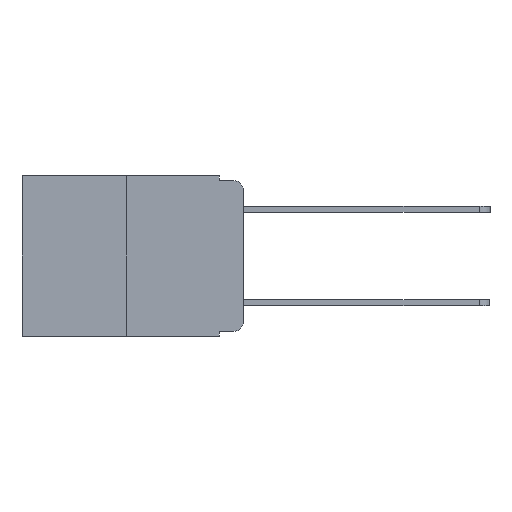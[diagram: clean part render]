
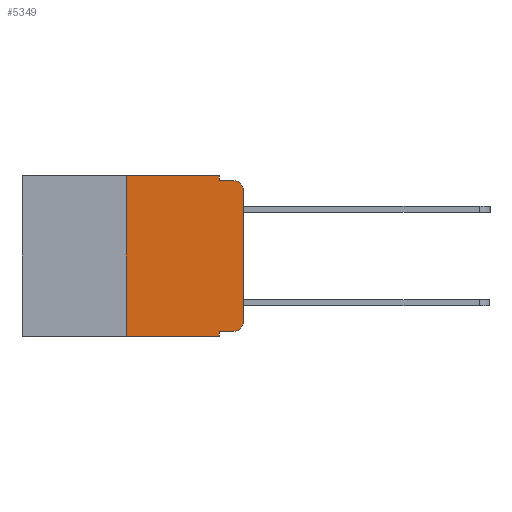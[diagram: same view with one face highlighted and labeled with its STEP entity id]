
A CAD part, left-side view. The second image highlights one B-rep face of the part: STEP entity #5349.
In plain terms, the highlighted planar face has unit normal (-1, 0, 0).
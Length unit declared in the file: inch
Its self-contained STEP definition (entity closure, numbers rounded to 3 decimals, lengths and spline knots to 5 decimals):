
#73 = EDGE_CURVE ( 'NONE', #2973, #6540, #9081, .T. ) ;
#183 = DIRECTION ( 'NONE',  ( 0., 0., -1. ) ) ;
#329 = CARTESIAN_POINT ( 'NONE',  ( 0., 0., 0. ) ) ;
#903 = DIRECTION ( 'NONE',  ( 0., -1., 0. ) ) ;
#1493 = VECTOR ( 'NONE', #183, 39.37008 ) ;
#1841 = DIRECTION ( 'NONE',  ( 0., -1., 0. ) ) ;
#2095 = DIRECTION ( 'NONE',  ( -1., 0., 0. ) ) ;
#2442 = VERTEX_POINT ( 'NONE', #6394 ) ;
#2459 = VERTEX_POINT ( 'NONE', #5775 ) ;
#2623 = VERTEX_POINT ( 'NONE', #13218 ) ;
#2698 = EDGE_CURVE ( 'NONE', #2442, #2973, #2775, .T. ) ;
#2775 = LINE ( 'NONE', #12063, #12308 ) ;
#2973 = VERTEX_POINT ( 'NONE', #7462 ) ;
#3090 = VECTOR ( 'NONE', #1841, 39.37008 ) ;
#3313 = ORIENTED_EDGE ( 'NONE', *, *, #73, .T. ) ;
#3473 = CARTESIAN_POINT ( 'NONE',  ( 0., 0., -0.03 ) ) ;
#3583 = EDGE_CURVE ( 'NONE', #2442, #2623, #7227, .T. ) ;
#3767 = CARTESIAN_POINT ( 'NONE',  ( 0., 0.02, -0.313 ) ) ;
#4054 = CARTESIAN_POINT ( 'NONE',  ( 0., 0.051, 0. ) ) ;
#4175 = CARTESIAN_POINT ( 'NONE',  ( 0., 0.25, 0. ) ) ;
#4214 = ORIENTED_EDGE ( 'NONE', *, *, #7065, .F. ) ;
#4427 = CARTESIAN_POINT ( 'NONE',  ( 0., 0.473, -0.343 ) ) ;
#4611 = VERTEX_POINT ( 'NONE', #3473 ) ;
#4789 = VECTOR ( 'NONE', #8106, 39.37008 ) ;
#4899 = DIRECTION ( 'NONE',  ( -1., 0., 0. ) ) ;
#5147 = LINE ( 'NONE', #6890, #11337 ) ;
#5248 = CARTESIAN_POINT ( 'NONE',  ( 0., 0.25, 0. ) ) ;
#5349 = ADVANCED_FACE ( 'NONE', ( #9317 ), #14961, .F. ) ;
#5463 = ORIENTED_EDGE ( 'NONE', *, *, #6226, .F. ) ;
#5599 = DIRECTION ( 'NONE',  ( 0., -1., 0. ) ) ;
#5775 = CARTESIAN_POINT ( 'NONE',  ( 0., 0.02, -0.01 ) ) ;
#6056 = ORIENTED_EDGE ( 'NONE', *, *, #8751, .F. ) ;
#6062 = AXIS2_PLACEMENT_3D ( 'NONE', #13096, #13127, #14977 ) ;
#6226 = EDGE_CURVE ( 'NONE', #11883, #13434, #6886, .T. ) ;
#6394 = CARTESIAN_POINT ( 'NONE',  ( 0., 0.051, -0.333 ) ) ;
#6540 = VERTEX_POINT ( 'NONE', #15787 ) ;
#6589 = CARTESIAN_POINT ( 'NONE',  ( 0., 0.25, -0.343 ) ) ;
#6590 = AXIS2_PLACEMENT_3D ( 'NONE', #12257, #4899, #13398 ) ;
#6765 = CARTESIAN_POINT ( 'NONE',  ( 0., 0.051, 0. ) ) ;
#6886 = LINE ( 'NONE', #4175, #15843 ) ;
#6890 = CARTESIAN_POINT ( 'NONE',  ( 0., 0.051, -0.01 ) ) ;
#7065 = EDGE_CURVE ( 'NONE', #10275, #9467, #11206, .T. ) ;
#7108 = DIRECTION ( 'NONE',  ( 0., 0., -1. ) ) ;
#7227 = LINE ( 'NONE', #9095, #15809 ) ;
#7462 = CARTESIAN_POINT ( 'NONE',  ( 0., 0.02, -0.333 ) ) ;
#7972 = ORIENTED_EDGE ( 'NONE', *, *, #8875, .T. ) ;
#8106 = DIRECTION ( 'NONE',  ( 0., 0., 1. ) ) ;
#8132 = ORIENTED_EDGE ( 'NONE', *, *, #10341, .T. ) ;
#8715 = DIRECTION ( 'NONE',  ( 0., 0., -1. ) ) ;
#8751 = EDGE_CURVE ( 'NONE', #9467, #2459, #5147, .T. ) ;
#8875 = EDGE_CURVE ( 'NONE', #11883, #2623, #10225, .T. ) ;
#8952 = EDGE_CURVE ( 'NONE', #13434, #10275, #15215, .T. ) ;
#9081 = CIRCLE ( 'NONE', #10964, 0.02 ) ;
#9095 = CARTESIAN_POINT ( 'NONE',  ( 0., 0.051, 0. ) ) ;
#9110 = VECTOR ( 'NONE', #9579, 39.37008 ) ;
#9317 = FACE_OUTER_BOUND ( 'NONE', #12766, .T. ) ;
#9467 = VERTEX_POINT ( 'NONE', #10909 ) ;
#9544 = EDGE_CURVE ( 'NONE', #4611, #2459, #10934, .T. ) ;
#9579 = DIRECTION ( 'NONE',  ( 0., -1., 0. ) ) ;
#10225 = LINE ( 'NONE', #4427, #3090 ) ;
#10275 = VERTEX_POINT ( 'NONE', #4054 ) ;
#10341 = EDGE_CURVE ( 'NONE', #6540, #4611, #11039, .T. ) ;
#10425 = ORIENTED_EDGE ( 'NONE', *, *, #2698, .T. ) ;
#10909 = CARTESIAN_POINT ( 'NONE',  ( 0., 0.051, -0.01 ) ) ;
#10934 = CIRCLE ( 'NONE', #6590, 0.02 ) ;
#10964 = AXIS2_PLACEMENT_3D ( 'NONE', #3767, #2095, #8715 ) ;
#11039 = LINE ( 'NONE', #329, #4789 ) ;
#11206 = LINE ( 'NONE', #6765, #1493 ) ;
#11337 = VECTOR ( 'NONE', #5599, 39.37008 ) ;
#11883 = VERTEX_POINT ( 'NONE', #6589 ) ;
#12025 = ORIENTED_EDGE ( 'NONE', *, *, #3583, .F. ) ;
#12063 = CARTESIAN_POINT ( 'NONE',  ( 0., 0.051, -0.333 ) ) ;
#12257 = CARTESIAN_POINT ( 'NONE',  ( 0., 0.02, -0.03 ) ) ;
#12308 = VECTOR ( 'NONE', #903, 39.37008 ) ;
#12750 = DIRECTION ( 'NONE',  ( 0., 0., 1. ) ) ;
#12766 = EDGE_LOOP ( 'NONE', ( #8132, #14625, #6056, #4214, #13717, #5463, #7972, #12025, #10425, #3313 ) ) ;
#13096 = CARTESIAN_POINT ( 'NONE',  ( 0., 0.473, 0. ) ) ;
#13127 = DIRECTION ( 'NONE',  ( 1., 0., 0. ) ) ;
#13218 = CARTESIAN_POINT ( 'NONE',  ( 0., 0.051, -0.343 ) ) ;
#13398 = DIRECTION ( 'NONE',  ( 0., 0., -1. ) ) ;
#13434 = VERTEX_POINT ( 'NONE', #5248 ) ;
#13717 = ORIENTED_EDGE ( 'NONE', *, *, #8952, .F. ) ;
#14625 = ORIENTED_EDGE ( 'NONE', *, *, #9544, .T. ) ;
#14961 = PLANE ( 'NONE',  #6062 ) ;
#14977 = DIRECTION ( 'NONE',  ( 0., 0., -1. ) ) ;
#15215 = LINE ( 'NONE', #15339, #9110 ) ;
#15339 = CARTESIAN_POINT ( 'NONE',  ( 0., 0.473, 0. ) ) ;
#15787 = CARTESIAN_POINT ( 'NONE',  ( 0., 0., -0.313 ) ) ;
#15809 = VECTOR ( 'NONE', #7108, 39.37008 ) ;
#15843 = VECTOR ( 'NONE', #12750, 39.37008 ) ;
